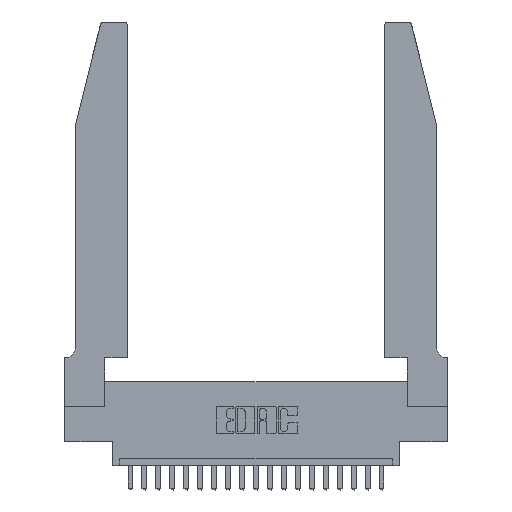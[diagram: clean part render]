
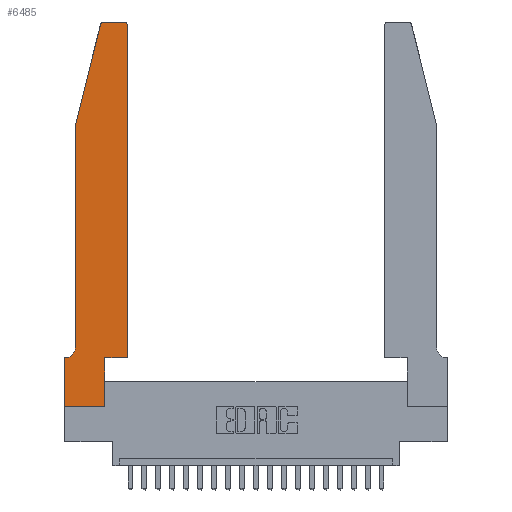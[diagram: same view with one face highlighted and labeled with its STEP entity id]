
A CAD part, top view. The second image highlights one B-rep face of the part: STEP entity #6485.
In plain terms, the highlighted planar face has unit normal (0, 0, 1).
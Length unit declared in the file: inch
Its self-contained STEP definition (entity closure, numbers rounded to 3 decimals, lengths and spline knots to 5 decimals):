
#135 = VERTEX_POINT ( 'NONE', #10495 ) ;
#239 = VERTEX_POINT ( 'NONE', #12375 ) ;
#555 = LINE ( 'NONE', #12281, #13249 ) ;
#801 = DIRECTION ( 'NONE',  ( 0., 0., 1. ) ) ;
#1509 = CARTESIAN_POINT ( 'NONE',  ( 0.4505, 0.35, 0.37 ) ) ;
#2178 = CARTESIAN_POINT ( 'NONE',  ( 0.2605, 2.75, 0.37 ) ) ;
#2615 = VECTOR ( 'NONE', #3951, 39.37008 ) ;
#2691 = CARTESIAN_POINT ( 'NONE',  ( 0.0055, 0.35, 0.37 ) ) ;
#2803 = EDGE_CURVE ( 'NONE', #239, #19267, #7130, .T. ) ;
#2904 = AXIS2_PLACEMENT_3D ( 'NONE', #9414, #21475, #19733 ) ;
#2951 = CARTESIAN_POINT ( 'NONE',  ( 0.0755, 2., 0.37 ) ) ;
#3207 = VECTOR ( 'NONE', #11987, 39.37008 ) ;
#3569 = VERTEX_POINT ( 'NONE', #6966 ) ;
#3635 = ORIENTED_EDGE ( 'NONE', *, *, #4298, .T. ) ;
#3797 = EDGE_CURVE ( 'NONE', #3855, #135, #16280, .T. ) ;
#3855 = VERTEX_POINT ( 'NONE', #16786 ) ;
#3951 = DIRECTION ( 'NONE',  ( -1., 0., 0. ) ) ;
#4019 = EDGE_CURVE ( 'NONE', #3569, #20093, #9524, .T. ) ;
#4186 = ORIENTED_EDGE ( 'NONE', *, *, #4274, .T. ) ;
#4201 = DIRECTION ( 'NONE',  ( 1., 0., 0. ) ) ;
#4204 = CARTESIAN_POINT ( 'NONE',  ( 0., 0.35, 0.37 ) ) ;
#4274 = EDGE_CURVE ( 'NONE', #7308, #17170, #16000, .T. ) ;
#4288 = VERTEX_POINT ( 'NONE', #4204 ) ;
#4298 = EDGE_CURVE ( 'NONE', #4288, #3855, #19014, .T. ) ;
#4674 = DIRECTION ( 'NONE',  ( 0., -1., 0. ) ) ;
#4737 = EDGE_LOOP ( 'NONE', ( #19509, #7135, #11611, #13170, #4186, #9304, #3635, #10485, #21042, #18229, #17898, #10224 ) ) ;
#4879 = CARTESIAN_POINT ( 'NONE',  ( 0.0755, 0.42, 0.37 ) ) ;
#5082 = VECTOR ( 'NONE', #21046, 39.37008 ) ;
#5140 = DIRECTION ( 'NONE',  ( 0., 1., 0. ) ) ;
#5512 = EDGE_CURVE ( 'NONE', #135, #239, #555, .T. ) ;
#5879 = LINE ( 'NONE', #15682, #3207 ) ;
#6037 = CARTESIAN_POINT ( 'NONE',  ( 0., 0., 0.37 ) ) ;
#6485 = ADVANCED_FACE ( 'NONE', ( #19458 ), #14553, .T. ) ;
#6966 = CARTESIAN_POINT ( 'NONE',  ( 0.284, 2.75, 0.37 ) ) ;
#7130 = LINE ( 'NONE', #1509, #16065 ) ;
#7135 = ORIENTED_EDGE ( 'NONE', *, *, #4019, .T. ) ;
#7308 = VERTEX_POINT ( 'NONE', #4879 ) ;
#8892 = LINE ( 'NONE', #12247, #5082 ) ;
#8965 = VECTOR ( 'NONE', #11676, 39.37008 ) ;
#9304 = ORIENTED_EDGE ( 'NONE', *, *, #11224, .T. ) ;
#9414 = CARTESIAN_POINT ( 'NONE',  ( 0.284, 2.72, 0.37 ) ) ;
#9524 = CIRCLE ( 'NONE', #2904, 0.03 ) ;
#10011 = AXIS2_PLACEMENT_3D ( 'NONE', #14633, #801, #16410 ) ;
#10224 = ORIENTED_EDGE ( 'NONE', *, *, #18800, .T. ) ;
#10485 = ORIENTED_EDGE ( 'NONE', *, *, #3797, .T. ) ;
#10495 = CARTESIAN_POINT ( 'NONE',  ( 0.2865, 0., 0.37 ) ) ;
#11037 = VERTEX_POINT ( 'NONE', #21259 ) ;
#11224 = EDGE_CURVE ( 'NONE', #17170, #4288, #20075, .T. ) ;
#11328 = CARTESIAN_POINT ( 'NONE',  ( 0.4205, 2.72, 0.37 ) ) ;
#11611 = ORIENTED_EDGE ( 'NONE', *, *, #12186, .T. ) ;
#11676 = DIRECTION ( 'NONE',  ( 0., -1., 0. ) ) ;
#11887 = CIRCLE ( 'NONE', #20223, 0.03 ) ;
#11987 = DIRECTION ( 'NONE',  ( 0., 1., 0. ) ) ;
#12186 = EDGE_CURVE ( 'NONE', #20093, #16294, #8892, .T. ) ;
#12246 = VECTOR ( 'NONE', #4201, 39.37008 ) ;
#12247 = CARTESIAN_POINT ( 'NONE',  ( 0.0755, 2., 0.37 ) ) ;
#12281 = CARTESIAN_POINT ( 'NONE',  ( 0.2865, 0.35, 0.37 ) ) ;
#12375 = CARTESIAN_POINT ( 'NONE',  ( 0.2865, 0.35, 0.37 ) ) ;
#12514 = DIRECTION ( 'NONE',  ( 0., 0., -1. ) ) ;
#12604 = DIRECTION ( 'NONE',  ( -1., 0., 0. ) ) ;
#13170 = ORIENTED_EDGE ( 'NONE', *, *, #16675, .T. ) ;
#13249 = VECTOR ( 'NONE', #5140, 39.37008 ) ;
#13405 = CARTESIAN_POINT ( 'NONE',  ( 0.4205, 2.75, 0.37 ) ) ;
#13507 = EDGE_CURVE ( 'NONE', #20983, #3569, #16127, .T. ) ;
#14553 = PLANE ( 'NONE',  #10011 ) ;
#14631 = LINE ( 'NONE', #2951, #15408 ) ;
#14633 = CARTESIAN_POINT ( 'NONE',  ( 0., 0.35, 0.37 ) ) ;
#14652 = VECTOR ( 'NONE', #18195, 39.37008 ) ;
#15408 = VECTOR ( 'NONE', #4674, 39.37008 ) ;
#15682 = CARTESIAN_POINT ( 'NONE',  ( 0.4505, 0.35, 0.37 ) ) ;
#16000 = CIRCLE ( 'NONE', #21189, 0.07 ) ;
#16065 = VECTOR ( 'NONE', #20452, 39.37008 ) ;
#16127 = LINE ( 'NONE', #2178, #2615 ) ;
#16280 = LINE ( 'NONE', #6037, #12246 ) ;
#16294 = VERTEX_POINT ( 'NONE', #17624 ) ;
#16410 = DIRECTION ( 'NONE',  ( 1., 0., 0. ) ) ;
#16675 = EDGE_CURVE ( 'NONE', #16294, #7308, #14631, .T. ) ;
#16722 = CARTESIAN_POINT ( 'NONE',  ( 0., 0., 0.37 ) ) ;
#16786 = CARTESIAN_POINT ( 'NONE',  ( 0., 0., 0.37 ) ) ;
#17170 = VERTEX_POINT ( 'NONE', #2691 ) ;
#17570 = CARTESIAN_POINT ( 'NONE',  ( 0.0055, 0.42, 0.37 ) ) ;
#17624 = CARTESIAN_POINT ( 'NONE',  ( 0.0755, 2., 0.37 ) ) ;
#17650 = CARTESIAN_POINT ( 'NONE',  ( 0.4505, 0.35, 0.37 ) ) ;
#17898 = ORIENTED_EDGE ( 'NONE', *, *, #19096, .T. ) ;
#18195 = DIRECTION ( 'NONE',  ( -1., 0., 0. ) ) ;
#18229 = ORIENTED_EDGE ( 'NONE', *, *, #2803, .T. ) ;
#18800 = EDGE_CURVE ( 'NONE', #11037, #20983, #11887, .T. ) ;
#19014 = LINE ( 'NONE', #16722, #8965 ) ;
#19096 = EDGE_CURVE ( 'NONE', #19267, #11037, #5879, .T. ) ;
#19267 = VERTEX_POINT ( 'NONE', #17650 ) ;
#19458 = FACE_OUTER_BOUND ( 'NONE', #4737, .T. ) ;
#19509 = ORIENTED_EDGE ( 'NONE', *, *, #13507, .T. ) ;
#19733 = DIRECTION ( 'NONE',  ( 1., 0., 0. ) ) ;
#19822 = DIRECTION ( 'NONE',  ( 1., 0., 0. ) ) ;
#19982 = DIRECTION ( 'NONE',  ( 0., 0., 1. ) ) ;
#20075 = LINE ( 'NONE', #21557, #14652 ) ;
#20080 = CARTESIAN_POINT ( 'NONE',  ( 0.25487, 2.72718, 0.37 ) ) ;
#20093 = VERTEX_POINT ( 'NONE', #20080 ) ;
#20223 = AXIS2_PLACEMENT_3D ( 'NONE', #11328, #19982, #19822 ) ;
#20452 = DIRECTION ( 'NONE',  ( 1., 0., 0. ) ) ;
#20983 = VERTEX_POINT ( 'NONE', #13405 ) ;
#21042 = ORIENTED_EDGE ( 'NONE', *, *, #5512, .T. ) ;
#21046 = DIRECTION ( 'NONE',  ( -0.239, -0.971, 0. ) ) ;
#21189 = AXIS2_PLACEMENT_3D ( 'NONE', #17570, #12514, #12604 ) ;
#21259 = CARTESIAN_POINT ( 'NONE',  ( 0.4505, 2.72, 0.37 ) ) ;
#21475 = DIRECTION ( 'NONE',  ( 0., 0., 1. ) ) ;
#21557 = CARTESIAN_POINT ( 'NONE',  ( 0.0755, 0.35, 0.37 ) ) ;
